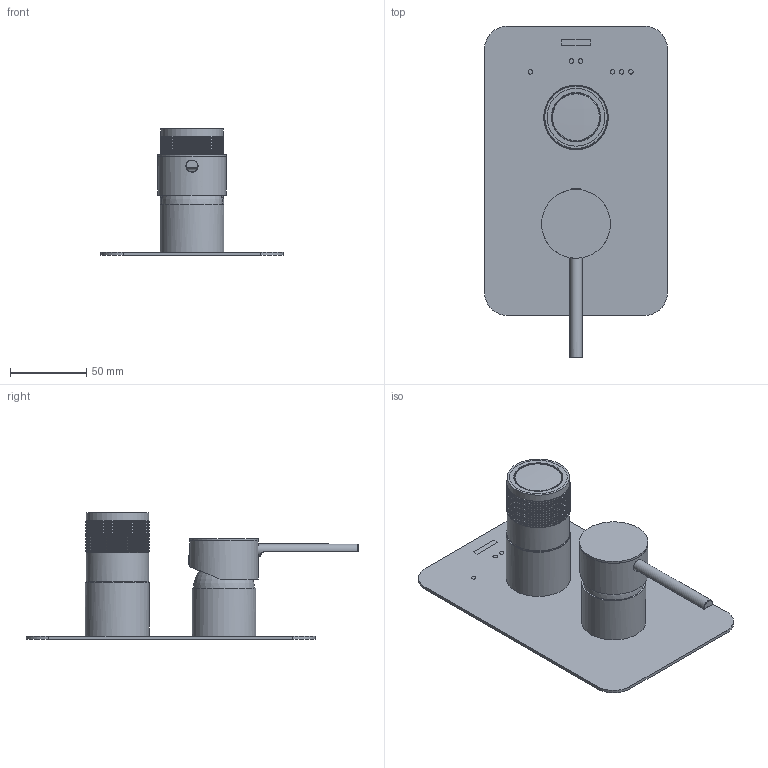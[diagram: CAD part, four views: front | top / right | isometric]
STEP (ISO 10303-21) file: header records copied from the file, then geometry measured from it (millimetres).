
FILE_DESCRIPTION (( 'STEP AP203' ), '1' );
FILE_NAME ('84DP13019.STEP', '2025-12-02T08:58:19', ( '' ), ( '' ), 'SwSTEP 2.0', 'SolidWorks 2021', '' );
FILE_SCHEMA (( 'CONFIG_CONTROL_DESIGN' ));
Length unit declared in the file: millimetre
Products named in the file (1): 84DP13019
Bounding box: 120 x 218 x 82.95 mm (x, y, z)
Volume: 79095.8 mm3; surface area: 96595.1 mm2
Topology: 12 solids, 12 shells, 3330 faces, 9840 edges, 6552 vertices
Faces by surface type: cylinder 1583, plane 1567, bspline 135, cone 27, torus 15, sphere 3
Full cylindrical faces by diameter (mm): 4.5 x4, 5.5 x1, 7.9 x1, 8 x1, 10.7 x1, 12.7 x1, 31 x1, 35.8 x2, 36 x1, 36.5 x1, 37 x1, 37.8 x1, 37.9 x1, 38 x2, 39 x2, 40.85 x1, 41 x2, 41.1 x10, 42 x2, 42.5 x2, 42.6 x1, 45 x1, 45.2 x1
Entity records: 118192 total; most frequent: CARTESIAN_POINT 33912, ORIENTED_EDGE 19438, DIRECTION 15990, EDGE_CURVE 9719, VERTEX_POINT 6511, AXIS2_PLACEMENT_3D 6466, EDGE_LOOP 3458, FACE_OUTER_BOUND 3381
